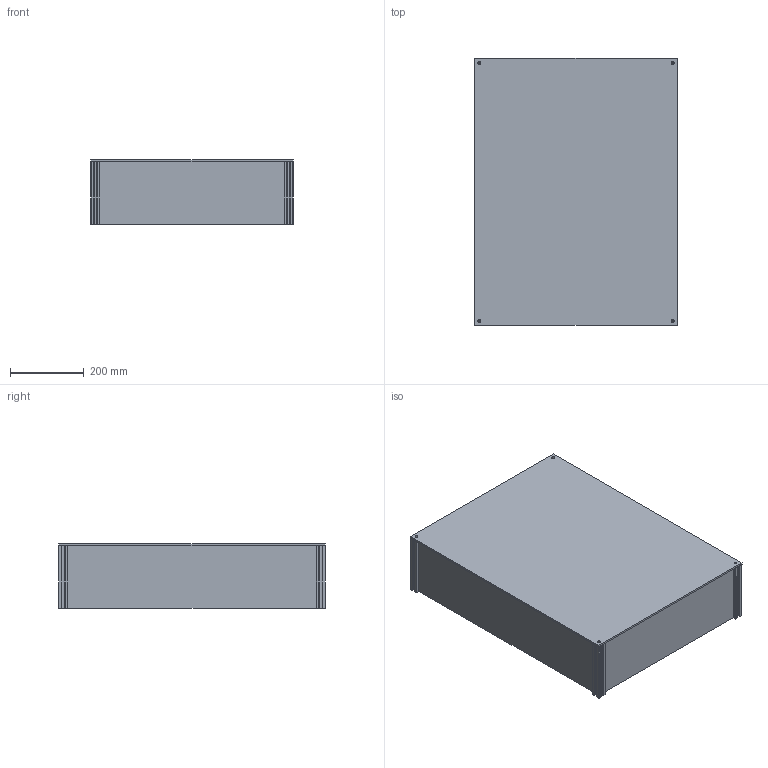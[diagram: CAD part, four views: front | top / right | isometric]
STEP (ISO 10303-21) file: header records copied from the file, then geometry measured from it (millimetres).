
FILE_DESCRIPTION(/* description */ (''),/* implementation_level */ '2;1');
FILE_NAME(/* name */ 'Laser Enclosure v9.step',/* time_stamp */ '2021-10-08T10:15:15+01:00',/* author */ (''),/* organization */ (''),/* preprocessor_version */ 'ST-DEVELOPER v18.1',/* originating_system */ 'Autodesk Translation Framework v10.10.0.1391',/* authorisation */ '');
FILE_SCHEMA (('AUTOMOTIVE_DESIGN { 1 0 10303 214 3 1 1 }'));
Length unit declared in the file: millimetre
Products named in the file (10): Laser Enclosure; Construction rails; Lid; Side Panel 1; Side panel 2; Component4; Side panel 3; Component8; Side panel 4; Component9
Assembly tree (9 placements, depth 3):
  Laser Enclosure
    Construction rails
    Lid
    Side Panel 1
    Side panel 2
      Component4
    Side panel 3
      Component8
    Side panel 4
      Component9
Bounding box: 550 x 725 x 175.2 mm (x, y, z)
Volume: 4390206.3 mm3; surface area: 1813901.5 mm2
Topology: 9 solids, 9 shells, 278 faces, 760 edges, 504 vertices
Faces by surface type: plane 222, cylinder 48, cone 8
Full cylindrical faces by diameter (mm): 4.039 x16, 5 x4, 5.035 x8, 8 x4
Entity records: 9267 total; most frequent: CARTESIAN_POINT 1553, ORIENTED_EDGE 1504, DIRECTION 1442, EDGE_CURVE 752, LINE 656, VECTOR 656, VERTEX_POINT 504, AXIS2_PLACEMENT_3D 393
